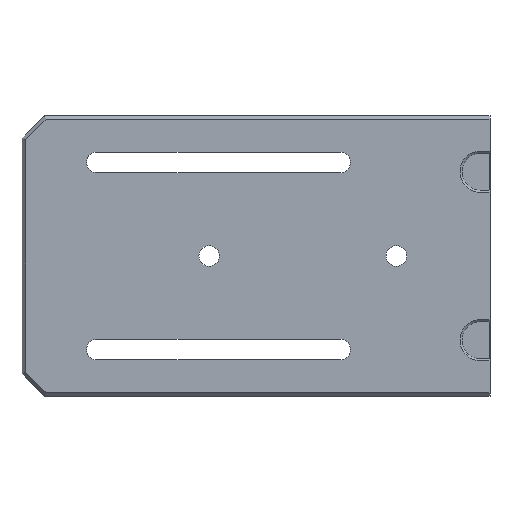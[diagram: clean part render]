
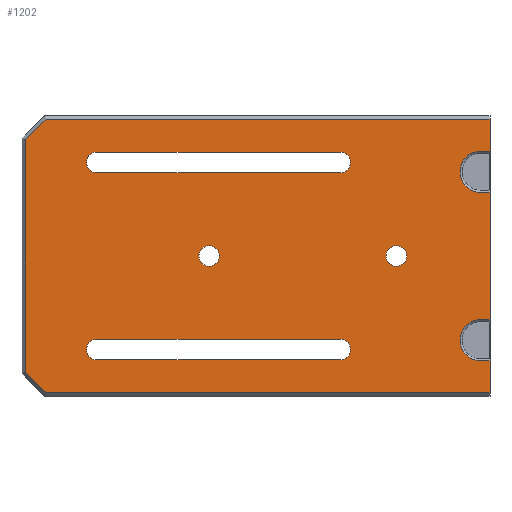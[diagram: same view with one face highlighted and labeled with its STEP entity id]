
A CAD part, top view. The second image highlights one B-rep face of the part: STEP entity #1202.
In plain terms, the highlighted planar face has unit normal (0, 0, 1).
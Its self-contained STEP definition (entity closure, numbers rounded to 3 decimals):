
#126=FACE_BOUND('',#287,.T.);
#127=FACE_BOUND('',#288,.T.);
#128=FACE_BOUND('',#289,.T.);
#129=FACE_BOUND('',#290,.T.);
#152=CIRCLE('',#1285,5.5);
#155=CIRCLE('',#1294,5.5);
#156=CIRCLE('',#1295,2.75);
#157=CIRCLE('',#1296,2.75);
#158=CIRCLE('',#1297,2.75);
#159=CIRCLE('',#1298,2.75);
#160=CIRCLE('',#1299,2.75);
#161=CIRCLE('',#1300,2.75);
#221=FACE_OUTER_BOUND('',#286,.T.);
#286=EDGE_LOOP('',(#871,#872,#873,#874,#875,#876,#877,#878,#879,#880,#881,
#882,#883,#884));
#287=EDGE_LOOP('',(#885,#886,#887,#888));
#288=EDGE_LOOP('',(#889,#890,#891,#892));
#289=EDGE_LOOP('',(#893));
#290=EDGE_LOOP('',(#894));
#360=LINE('',#1796,#475);
#363=LINE('',#1807,#478);
#372=LINE('',#1827,#487);
#373=LINE('',#1829,#488);
#374=LINE('',#1831,#489);
#375=LINE('',#1833,#490);
#376=LINE('',#1835,#491);
#377=LINE('',#1837,#492);
#378=LINE('',#1839,#493);
#379=LINE('',#1841,#494);
#380=LINE('',#1845,#495);
#381=LINE('',#1846,#496);
#382=LINE('',#1849,#497);
#383=LINE('',#1853,#498);
#384=LINE('',#1857,#499);
#385=LINE('',#1861,#500);
#475=VECTOR('',#1419,10.);
#478=VECTOR('',#1430,10.);
#487=VECTOR('',#1451,10.);
#488=VECTOR('',#1452,10.);
#489=VECTOR('',#1453,10.);
#490=VECTOR('',#1454,10.);
#491=VECTOR('',#1455,10.);
#492=VECTOR('',#1456,10.);
#493=VECTOR('',#1457,10.);
#494=VECTOR('',#1458,10.);
#495=VECTOR('',#1461,10.);
#496=VECTOR('',#1462,10.);
#497=VECTOR('',#1463,10.);
#498=VECTOR('',#1466,10.);
#499=VECTOR('',#1469,10.);
#500=VECTOR('',#1472,10.);
#587=VERTEX_POINT('',#1789);
#590=VERTEX_POINT('',#1794);
#592=VERTEX_POINT('',#1799);
#594=VERTEX_POINT('',#1805);
#599=VERTEX_POINT('',#1826);
#600=VERTEX_POINT('',#1828);
#601=VERTEX_POINT('',#1830);
#602=VERTEX_POINT('',#1832);
#603=VERTEX_POINT('',#1834);
#604=VERTEX_POINT('',#1836);
#605=VERTEX_POINT('',#1838);
#606=VERTEX_POINT('',#1840);
#607=VERTEX_POINT('',#1842);
#608=VERTEX_POINT('',#1844);
#609=VERTEX_POINT('',#1847);
#610=VERTEX_POINT('',#1848);
#611=VERTEX_POINT('',#1850);
#612=VERTEX_POINT('',#1852);
#613=VERTEX_POINT('',#1855);
#614=VERTEX_POINT('',#1856);
#615=VERTEX_POINT('',#1858);
#616=VERTEX_POINT('',#1860);
#617=VERTEX_POINT('',#1863);
#618=VERTEX_POINT('',#1865);
#689=EDGE_CURVE('',#590,#587,#360,.T.);
#691=EDGE_CURVE('',#592,#590,#152,.T.);
#694=EDGE_CURVE('',#594,#592,#363,.T.);
#704=EDGE_CURVE('',#594,#599,#372,.T.);
#705=EDGE_CURVE('',#600,#599,#373,.T.);
#706=EDGE_CURVE('',#601,#600,#374,.T.);
#707=EDGE_CURVE('',#602,#601,#375,.T.);
#708=EDGE_CURVE('',#603,#602,#376,.T.);
#709=EDGE_CURVE('',#604,#603,#377,.T.);
#710=EDGE_CURVE('',#604,#605,#378,.T.);
#711=EDGE_CURVE('',#606,#605,#379,.T.);
#712=EDGE_CURVE('',#607,#606,#155,.T.);
#713=EDGE_CURVE('',#608,#607,#380,.T.);
#714=EDGE_CURVE('',#608,#587,#381,.T.);
#715=EDGE_CURVE('',#609,#610,#382,.T.);
#716=EDGE_CURVE('',#610,#611,#156,.T.);
#717=EDGE_CURVE('',#611,#612,#383,.T.);
#718=EDGE_CURVE('',#612,#609,#157,.T.);
#719=EDGE_CURVE('',#613,#614,#384,.T.);
#720=EDGE_CURVE('',#614,#615,#158,.T.);
#721=EDGE_CURVE('',#615,#616,#385,.T.);
#722=EDGE_CURVE('',#616,#613,#159,.T.);
#723=EDGE_CURVE('',#617,#617,#160,.T.);
#724=EDGE_CURVE('',#618,#618,#161,.T.);
#871=ORIENTED_EDGE('',*,*,#694,.F.);
#872=ORIENTED_EDGE('',*,*,#704,.T.);
#873=ORIENTED_EDGE('',*,*,#705,.F.);
#874=ORIENTED_EDGE('',*,*,#706,.F.);
#875=ORIENTED_EDGE('',*,*,#707,.F.);
#876=ORIENTED_EDGE('',*,*,#708,.F.);
#877=ORIENTED_EDGE('',*,*,#709,.F.);
#878=ORIENTED_EDGE('',*,*,#710,.T.);
#879=ORIENTED_EDGE('',*,*,#711,.F.);
#880=ORIENTED_EDGE('',*,*,#712,.F.);
#881=ORIENTED_EDGE('',*,*,#713,.F.);
#882=ORIENTED_EDGE('',*,*,#714,.T.);
#883=ORIENTED_EDGE('',*,*,#689,.F.);
#884=ORIENTED_EDGE('',*,*,#691,.F.);
#885=ORIENTED_EDGE('',*,*,#715,.T.);
#886=ORIENTED_EDGE('',*,*,#716,.T.);
#887=ORIENTED_EDGE('',*,*,#717,.T.);
#888=ORIENTED_EDGE('',*,*,#718,.T.);
#889=ORIENTED_EDGE('',*,*,#719,.T.);
#890=ORIENTED_EDGE('',*,*,#720,.T.);
#891=ORIENTED_EDGE('',*,*,#721,.T.);
#892=ORIENTED_EDGE('',*,*,#722,.T.);
#893=ORIENTED_EDGE('',*,*,#723,.T.);
#894=ORIENTED_EDGE('',*,*,#724,.T.);
#1162=PLANE('',#1293);
#1202=ADVANCED_FACE('',(#221,#126,#127,#128,#129),#1162,.T.);
#1285=AXIS2_PLACEMENT_3D('',#1801,#1423,#1424);
#1293=AXIS2_PLACEMENT_3D('',#1825,#1449,#1450);
#1294=AXIS2_PLACEMENT_3D('',#1843,#1459,#1460);
#1295=AXIS2_PLACEMENT_3D('',#1851,#1464,#1465);
#1296=AXIS2_PLACEMENT_3D('',#1854,#1467,#1468);
#1297=AXIS2_PLACEMENT_3D('',#1859,#1470,#1471);
#1298=AXIS2_PLACEMENT_3D('',#1862,#1473,#1474);
#1299=AXIS2_PLACEMENT_3D('',#1864,#1475,#1476);
#1300=AXIS2_PLACEMENT_3D('',#1866,#1477,#1478);
#1419=DIRECTION('',(1.,0.,0.));
#1423=DIRECTION('center_axis',(0.,0.,1.));
#1424=DIRECTION('ref_axis',(-1.,0.,0.));
#1430=DIRECTION('',(-1.,0.,0.));
#1449=DIRECTION('center_axis',(0.,0.,1.));
#1450=DIRECTION('ref_axis',(1.,0.,0.));
#1451=DIRECTION('',(0.,1.,0.));
#1452=DIRECTION('',(1.,0.,0.));
#1453=DIRECTION('',(0.707,0.707,0.));
#1454=DIRECTION('',(0.,1.,0.));
#1455=DIRECTION('',(-0.707,0.707,0.));
#1456=DIRECTION('',(-1.,0.,0.));
#1457=DIRECTION('',(0.,1.,0.));
#1458=DIRECTION('',(1.,0.,0.));
#1459=DIRECTION('center_axis',(0.,0.,1.));
#1460=DIRECTION('ref_axis',(-1.,0.,0.));
#1461=DIRECTION('',(-1.,0.,0.));
#1462=DIRECTION('',(0.,1.,0.));
#1463=DIRECTION('',(1.,0.,0.));
#1464=DIRECTION('center_axis',(0.,0.,-1.));
#1465=DIRECTION('ref_axis',(-1.,0.,0.));
#1466=DIRECTION('',(-1.,0.,0.));
#1467=DIRECTION('center_axis',(0.,0.,-1.));
#1468=DIRECTION('ref_axis',(-1.,0.,0.));
#1469=DIRECTION('',(1.,0.,0.));
#1470=DIRECTION('center_axis',(0.,0.,-1.));
#1471=DIRECTION('ref_axis',(-1.,0.,0.));
#1472=DIRECTION('',(-1.,0.,0.));
#1473=DIRECTION('center_axis',(0.,0.,-1.));
#1474=DIRECTION('ref_axis',(-1.,0.,0.));
#1475=DIRECTION('center_axis',(0.,0.,-1.));
#1476=DIRECTION('ref_axis',(-1.,0.,0.));
#1477=DIRECTION('center_axis',(0.,0.,-1.));
#1478=DIRECTION('ref_axis',(-1.,0.,0.));
#1789=CARTESIAN_POINT('',(62.5,17.,4.));
#1794=CARTESIAN_POINT('',(60.,17.,4.));
#1796=CARTESIAN_POINT('',(30.,17.,4.));
#1799=CARTESIAN_POINT('',(60.,28.,4.));
#1801=CARTESIAN_POINT('Origin',(60.,22.5,4.));
#1805=CARTESIAN_POINT('',(62.5,28.,4.));
#1807=CARTESIAN_POINT('',(31.25,28.,4.));
#1825=CARTESIAN_POINT('Origin',(0.,0.,4.));
#1826=CARTESIAN_POINT('',(62.5,36.5,4.));
#1827=CARTESIAN_POINT('',(62.5,-37.5,4.));
#1828=CARTESIAN_POINT('',(-56.086,36.5,4.));
#1829=CARTESIAN_POINT('',(31.25,36.5,4.));
#1830=CARTESIAN_POINT('',(-61.5,31.086,4.));
#1831=CARTESIAN_POINT('',(-52.543,40.043,4.));
#1832=CARTESIAN_POINT('',(-61.5,-31.086,4.));
#1833=CARTESIAN_POINT('',(-61.5,18.75,4.));
#1834=CARTESIAN_POINT('',(-56.086,-36.5,4.));
#1835=CARTESIAN_POINT('',(-52.543,-40.043,4.));
#1836=CARTESIAN_POINT('',(62.5,-36.5,4.));
#1837=CARTESIAN_POINT('',(-31.25,-36.5,4.));
#1838=CARTESIAN_POINT('',(62.5,-28.,4.));
#1839=CARTESIAN_POINT('',(62.5,-37.5,4.));
#1840=CARTESIAN_POINT('',(60.,-28.,4.));
#1841=CARTESIAN_POINT('',(31.25,-28.,4.));
#1842=CARTESIAN_POINT('',(60.,-17.,4.));
#1843=CARTESIAN_POINT('Origin',(60.,-22.5,4.));
#1844=CARTESIAN_POINT('',(62.5,-17.,4.));
#1845=CARTESIAN_POINT('',(30.,-17.,4.));
#1846=CARTESIAN_POINT('',(62.5,-37.5,4.));
#1847=CARTESIAN_POINT('',(-42.5,27.75,4.));
#1848=CARTESIAN_POINT('',(22.5,27.75,4.));
#1849=CARTESIAN_POINT('',(11.25,27.75,4.));
#1850=CARTESIAN_POINT('',(22.5,22.25,4.));
#1851=CARTESIAN_POINT('Origin',(22.5,25.,4.));
#1852=CARTESIAN_POINT('',(-42.5,22.25,4.));
#1853=CARTESIAN_POINT('',(-21.25,22.25,4.));
#1854=CARTESIAN_POINT('Origin',(-42.5,25.,4.));
#1855=CARTESIAN_POINT('',(-42.5,-22.25,4.));
#1856=CARTESIAN_POINT('',(22.5,-22.25,4.));
#1857=CARTESIAN_POINT('',(11.25,-22.25,4.));
#1858=CARTESIAN_POINT('',(22.5,-27.75,4.));
#1859=CARTESIAN_POINT('Origin',(22.5,-25.,4.));
#1860=CARTESIAN_POINT('',(-42.5,-27.75,4.));
#1861=CARTESIAN_POINT('',(-21.25,-27.75,4.));
#1862=CARTESIAN_POINT('Origin',(-42.5,-25.,4.));
#1863=CARTESIAN_POINT('',(40.25,0.,4.));
#1864=CARTESIAN_POINT('Origin',(37.5,0.,4.));
#1865=CARTESIAN_POINT('',(-9.75,0.,4.));
#1866=CARTESIAN_POINT('Origin',(-12.5,0.,4.));
